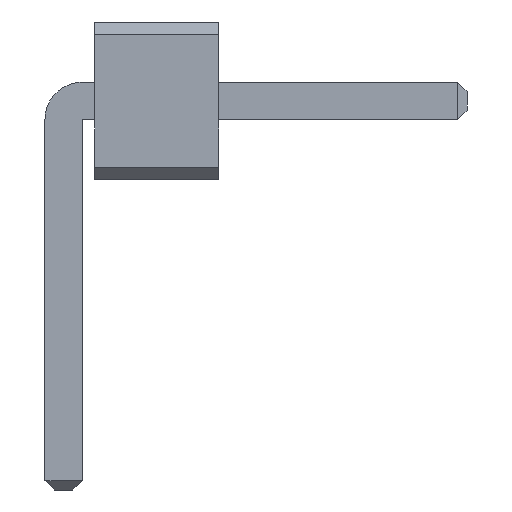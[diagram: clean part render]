
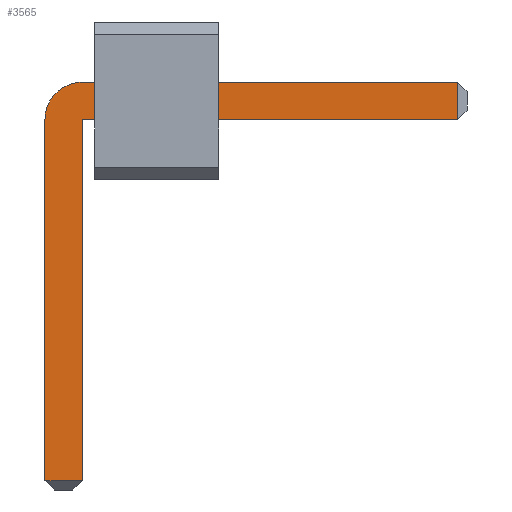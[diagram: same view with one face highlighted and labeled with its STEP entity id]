
A CAD part, front view. The second image highlights one B-rep face of the part: STEP entity #3565.
In plain terms, the highlighted planar face has unit normal (0, -1, 0).
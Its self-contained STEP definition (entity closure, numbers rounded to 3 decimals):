
#13=DIRECTION('',(0.,0.,1.));
#1594=VECTOR('',#13,1.);
#3336=DIRECTION('',(0.,0.,-1.));
#3368=VECTOR('',#3369,1.);
#3369=DIRECTION('',(1.,0.,0.));
#3375=VECTOR('',#3336,1.);
#3382=VECTOR('',#3383,1.);
#3383=DIRECTION('',(-1.,0.,0.));
#3404=DIRECTION('',(-0.,1.,0.));
#3408=DIRECTION('',(0.,1.,0.));
#3409=DIRECTION('',(0.,0.,1.));
#3416=VERTEX_POINT('',#3417);
#3417=CARTESIAN_POINT('',(0.15,-26.15,0.785));
#3419=ORIENTED_EDGE('',*,*,#3420,.T.);
#3420=EDGE_CURVE('',#3416,#3421,#3423,.T.);
#3421=VERTEX_POINT('',#3422);
#3422=CARTESIAN_POINT('',(3.175,-26.15,0.785));
#3423=LINE('',#3424,#3368);
#3424=CARTESIAN_POINT('',(-0.15,-26.15,0.785));
#3461=EDGE_CURVE('',#3462,#3416,#3464,.T.);
#3462=VERTEX_POINT('',#3463);
#3463=CARTESIAN_POINT('',(-0.15,-26.15,0.485));
#3464=CIRCLE('',#3465,0.3);
#3465=AXIS2_PLACEMENT_3D('',#3466,#3404,#3336);
#3466=CARTESIAN_POINT('',(0.15,-26.15,0.485));
#3478=VERTEX_POINT('',#3479);
#3479=CARTESIAN_POINT('',(3.175,-26.15,0.485));
#3481=ORIENTED_EDGE('',*,*,#3482,.T.);
#3482=EDGE_CURVE('',#3478,#3483,#3484,.T.);
#3483=VERTEX_POINT('',#3466);
#3484=LINE('',#3485,#3382);
#3485=CARTESIAN_POINT('',(3.25,-26.15,0.485));
#3497=VERTEX_POINT('',#3498);
#3498=CARTESIAN_POINT('',(-0.15,-26.15,-2.425));
#3500=ORIENTED_EDGE('',*,*,#3501,.T.);
#3501=EDGE_CURVE('',#3497,#3462,#3502,.T.);
#3502=LINE('',#3503,#1594);
#3503=CARTESIAN_POINT('',(-0.15,-26.15,-2.5));
#3511=ORIENTED_EDGE('',*,*,#3512,.T.);
#3512=EDGE_CURVE('',#3483,#3513,#3515,.T.);
#3513=VERTEX_POINT('',#3514);
#3514=CARTESIAN_POINT('',(0.15,-26.15,-2.425));
#3515=LINE('',#3466,#3375);
#3565=ADVANCED_FACE('',(#3566),#3575,.F.);
#3566=FACE_BOUND('',#3567,.F.);
#3567=EDGE_LOOP('',(#3419,#3568,#3481,#3511,#3571,#3500,#3574));
#3568=ORIENTED_EDGE('',*,*,#3569,.T.);
#3569=EDGE_CURVE('',#3421,#3478,#3570,.T.);
#3570=LINE('',#3422,#3375);
#3571=ORIENTED_EDGE('',*,*,#3572,.T.);
#3572=EDGE_CURVE('',#3513,#3497,#3573,.T.);
#3573=LINE('',#3514,#3382);
#3574=ORIENTED_EDGE('',*,*,#3461,.T.);
#3575=PLANE('',#3576);
#3576=AXIS2_PLACEMENT_3D('',#3577,#3408,#3409);
#3577=CARTESIAN_POINT('',(0.858,-26.15,-0.165));
